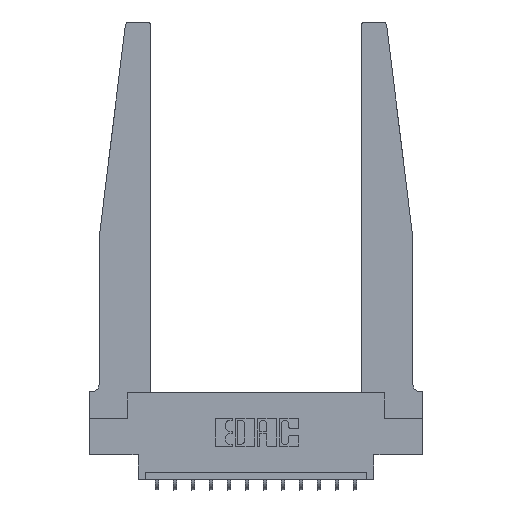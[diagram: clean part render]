
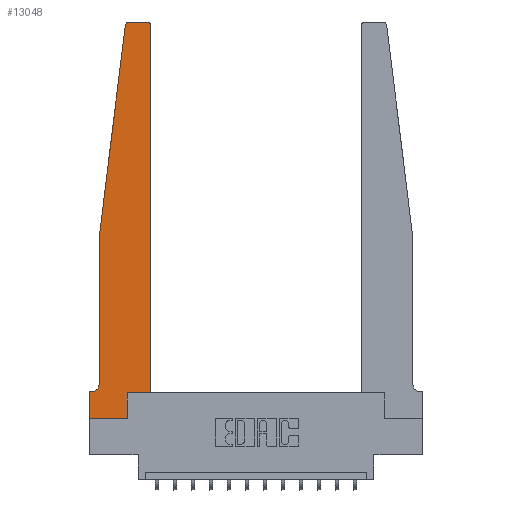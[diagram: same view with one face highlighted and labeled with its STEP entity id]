
A CAD part, top view. The second image highlights one B-rep face of the part: STEP entity #13048.
In plain terms, the highlighted planar face has unit normal (0, 0, 1).
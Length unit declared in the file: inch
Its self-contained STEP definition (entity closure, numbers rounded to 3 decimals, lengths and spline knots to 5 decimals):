
#40 = EDGE_CURVE ( 'NONE', #1371, #6412, #16402, .T. ) ;
#85 = CARTESIAN_POINT ( 'NONE',  ( 0.015, 0.2375, 0.37 ) ) ;
#101 = ORIENTED_EDGE ( 'NONE', *, *, #2345, .T. ) ;
#437 = CARTESIAN_POINT ( 'NONE',  ( 0., 0.1875, 0.37 ) ) ;
#477 = VECTOR ( 'NONE', #7908, 39.37008 ) ;
#494 = CARTESIAN_POINT ( 'NONE',  ( 0.2605, 0., 0.37 ) ) ;
#761 = DIRECTION ( 'NONE',  ( -1., 0., 0. ) ) ;
#857 = CARTESIAN_POINT ( 'NONE',  ( 0.065, 1.25, 0.37 ) ) ;
#1082 = VECTOR ( 'NONE', #15675, 39.37008 ) ;
#1329 = CARTESIAN_POINT ( 'NONE',  ( 0.425, 0.18, 0.37 ) ) ;
#1371 = VERTEX_POINT ( 'NONE', #9356 ) ;
#1559 = EDGE_CURVE ( 'NONE', #11114, #5473, #12176, .T. ) ;
#1623 = EDGE_CURVE ( 'NONE', #5473, #15313, #14379, .T. ) ;
#1635 = LINE ( 'NONE', #15818, #13835 ) ;
#1819 = DIRECTION ( 'NONE',  ( 0., -1., 0. ) ) ;
#1843 = ORIENTED_EDGE ( 'NONE', *, *, #14927, .T. ) ;
#2008 = EDGE_CURVE ( 'NONE', #5940, #14383, #1635, .T. ) ;
#2200 = VECTOR ( 'NONE', #761, 39.37008 ) ;
#2345 = EDGE_CURVE ( 'NONE', #7424, #1371, #13025, .T. ) ;
#2691 = CARTESIAN_POINT ( 'NONE',  ( 0.065, 1.25, 0.37 ) ) ;
#2725 = VECTOR ( 'NONE', #8040, 39.37008 ) ;
#2770 = CARTESIAN_POINT ( 'NONE',  ( 0.25, 2.75, 0.37 ) ) ;
#2830 = AXIS2_PLACEMENT_3D ( 'NONE', #2856, #16107, #9345 ) ;
#2856 = CARTESIAN_POINT ( 'NONE',  ( 0., 0.1875, 0.37 ) ) ;
#3007 = CARTESIAN_POINT ( 'NONE',  ( 0.065, 1.25, 0.37 ) ) ;
#3202 = DIRECTION ( 'NONE',  ( 1., 0., 0. ) ) ;
#3339 = ORIENTED_EDGE ( 'NONE', *, *, #3912, .T. ) ;
#3574 = ORIENTED_EDGE ( 'NONE', *, *, #4672, .T. ) ;
#3746 = AXIS2_PLACEMENT_3D ( 'NONE', #9260, #15918, #6706 ) ;
#3912 = EDGE_CURVE ( 'NONE', #14383, #9628, #5994, .T. ) ;
#4076 = VECTOR ( 'NONE', #15226, 39.37008 ) ;
#4131 = PLANE ( 'NONE',  #2830 ) ;
#4163 = CARTESIAN_POINT ( 'NONE',  ( 0.2605, 0.18, 0.37 ) ) ;
#4521 = ORIENTED_EDGE ( 'NONE', *, *, #1559, .T. ) ;
#4569 = EDGE_CURVE ( 'NONE', #14024, #5940, #15304, .T. ) ;
#4587 = CARTESIAN_POINT ( 'NONE',  ( 0.065, 0.1875, 0.37 ) ) ;
#4672 = EDGE_CURVE ( 'NONE', #6412, #5715, #10667, .T. ) ;
#5125 = VERTEX_POINT ( 'NONE', #494 ) ;
#5332 = ORIENTED_EDGE ( 'NONE', *, *, #40, .T. ) ;
#5366 = VECTOR ( 'NONE', #3202, 39.37008 ) ;
#5473 = VERTEX_POINT ( 'NONE', #9281 ) ;
#5477 = DIRECTION ( 'NONE',  ( 0., 1., 0. ) ) ;
#5665 = AXIS2_PLACEMENT_3D ( 'NONE', #85, #12426, #15005 ) ;
#5715 = VERTEX_POINT ( 'NONE', #9693 ) ;
#5868 = EDGE_CURVE ( 'NONE', #9628, #11114, #11736, .T. ) ;
#5940 = VERTEX_POINT ( 'NONE', #1329 ) ;
#5990 = ORIENTED_EDGE ( 'NONE', *, *, #16374, .T. ) ;
#5994 = CIRCLE ( 'NONE', #6267, 0.03 ) ;
#6216 = ORIENTED_EDGE ( 'NONE', *, *, #2008, .T. ) ;
#6267 = AXIS2_PLACEMENT_3D ( 'NONE', #8180, #8354, #16125 ) ;
#6288 = CARTESIAN_POINT ( 'NONE',  ( 0.395, 2.75, 0.37 ) ) ;
#6309 = ORIENTED_EDGE ( 'NONE', *, *, #4569, .T. ) ;
#6345 = ORIENTED_EDGE ( 'NONE', *, *, #1623, .T. ) ;
#6412 = VERTEX_POINT ( 'NONE', #437 ) ;
#6674 = CARTESIAN_POINT ( 'NONE',  ( 0.2605, 0.18, 0.37 ) ) ;
#6706 = DIRECTION ( 'NONE',  ( 1., 0., 0. ) ) ;
#7024 = CARTESIAN_POINT ( 'NONE',  ( 0.27653, 2.75, 0.37 ) ) ;
#7424 = VERTEX_POINT ( 'NONE', #15321 ) ;
#7908 = DIRECTION ( 'NONE',  ( -0.122, -0.992, 0. ) ) ;
#8040 = DIRECTION ( 'NONE',  ( 0., -1., 0. ) ) ;
#8164 = FACE_OUTER_BOUND ( 'NONE', #10931, .T. ) ;
#8180 = CARTESIAN_POINT ( 'NONE',  ( 0.395, 2.72, 0.37 ) ) ;
#8314 = LINE ( 'NONE', #3007, #12140 ) ;
#8354 = DIRECTION ( 'NONE',  ( 0., 0., 1. ) ) ;
#9260 = CARTESIAN_POINT ( 'NONE',  ( 0.27653, 2.72, 0.37 ) ) ;
#9281 = CARTESIAN_POINT ( 'NONE',  ( 0.24675, 2.72367, 0.37 ) ) ;
#9291 = CARTESIAN_POINT ( 'NONE',  ( 0.425, 2.72, 0.37 ) ) ;
#9345 = DIRECTION ( 'NONE',  ( 1., 0., 0. ) ) ;
#9356 = CARTESIAN_POINT ( 'NONE',  ( 0.015, 0.1875, 0.37 ) ) ;
#9380 = DIRECTION ( 'NONE',  ( 0., 1., 0. ) ) ;
#9628 = VERTEX_POINT ( 'NONE', #6288 ) ;
#9693 = CARTESIAN_POINT ( 'NONE',  ( 0., 0., 0.37 ) ) ;
#10420 = CARTESIAN_POINT ( 'NONE',  ( 0., 0., 0.37 ) ) ;
#10667 = LINE ( 'NONE', #10420, #2725 ) ;
#10931 = EDGE_LOOP ( 'NONE', ( #11180, #4521, #6345, #5990, #101, #5332, #3574, #1843, #11986, #6309, #6216, #3339 ) ) ;
#10957 = LINE ( 'NONE', #14899, #5366 ) ;
#11114 = VERTEX_POINT ( 'NONE', #7024 ) ;
#11180 = ORIENTED_EDGE ( 'NONE', *, *, #5868, .T. ) ;
#11459 = CARTESIAN_POINT ( 'NONE',  ( 0.425, 0.18, 0.37 ) ) ;
#11736 = LINE ( 'NONE', #2770, #1082 ) ;
#11894 = EDGE_CURVE ( 'NONE', #5125, #14024, #12186, .T. ) ;
#11986 = ORIENTED_EDGE ( 'NONE', *, *, #11894, .T. ) ;
#12140 = VECTOR ( 'NONE', #1819, 39.37008 ) ;
#12176 = CIRCLE ( 'NONE', #3746, 0.03 ) ;
#12186 = LINE ( 'NONE', #4163, #12626 ) ;
#12426 = DIRECTION ( 'NONE',  ( 0., 0., -1. ) ) ;
#12626 = VECTOR ( 'NONE', #9380, 39.37008 ) ;
#13025 = CIRCLE ( 'NONE', #5665, 0.05 ) ;
#13048 = ADVANCED_FACE ( 'NONE', ( #8164 ), #4131, .T. ) ;
#13835 = VECTOR ( 'NONE', #5477, 39.37008 ) ;
#14024 = VERTEX_POINT ( 'NONE', #6674 ) ;
#14379 = LINE ( 'NONE', #2691, #477 ) ;
#14383 = VERTEX_POINT ( 'NONE', #9291 ) ;
#14899 = CARTESIAN_POINT ( 'NONE',  ( 0., 0., 0.37 ) ) ;
#14927 = EDGE_CURVE ( 'NONE', #5715, #5125, #10957, .T. ) ;
#15005 = DIRECTION ( 'NONE',  ( -1., 0., 0. ) ) ;
#15226 = DIRECTION ( 'NONE',  ( 1., 0., 0. ) ) ;
#15304 = LINE ( 'NONE', #11459, #4076 ) ;
#15313 = VERTEX_POINT ( 'NONE', #857 ) ;
#15321 = CARTESIAN_POINT ( 'NONE',  ( 0.065, 0.2375, 0.37 ) ) ;
#15675 = DIRECTION ( 'NONE',  ( -1., 0., 0. ) ) ;
#15818 = CARTESIAN_POINT ( 'NONE',  ( 0.425, 0.18, 0.37 ) ) ;
#15918 = DIRECTION ( 'NONE',  ( 0., 0., 1. ) ) ;
#16107 = DIRECTION ( 'NONE',  ( 0., 0., 1. ) ) ;
#16125 = DIRECTION ( 'NONE',  ( 1., 0., 0. ) ) ;
#16374 = EDGE_CURVE ( 'NONE', #15313, #7424, #8314, .T. ) ;
#16402 = LINE ( 'NONE', #4587, #2200 ) ;
